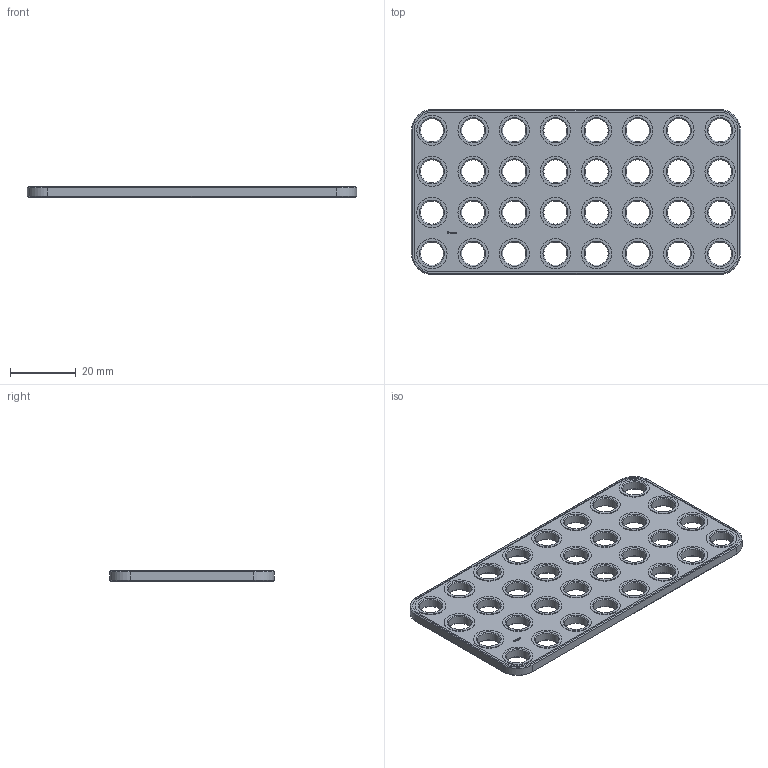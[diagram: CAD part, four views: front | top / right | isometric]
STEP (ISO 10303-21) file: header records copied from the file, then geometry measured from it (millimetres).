
FILE_DESCRIPTION(('FreeCAD Model'),'2;1');
FILE_NAME('Open CASCADE Shape Model','2024-10-08T01:37:49',(''),(''), 'Open CASCADE STEP processor 7.7','FreeCAD','Unknown');
FILE_SCHEMA(('AUTOMOTIVE_DESIGN { 1 0 10303 214 1 1 1 1 }'));
Length unit declared in the file: millimetre
Products named in the file (1): Plate RCT CRNR BU08x04x00.25 - SPN-PLT-0102 (stemfie.org)
Bounding box: 100 x 50 x 3.12 mm (x, y, z)
Volume: 11058.7 mm3; surface area: 10474.1 mm2
Topology: 1 solids, 1 shells, 632 faces, 1618 edges, 1052 vertices
Faces by surface type: plane 356, extrusion 132, cylinder 72, cone 72
Full cylindrical faces by diameter (mm): 7 x32, 9.2 x32
Entity records: 19540 total; most frequent: CARTESIAN_POINT 4383, ORIENTED_EDGE 3236, DIRECTION 2704, EDGE_CURVE 1618, VECTOR 1270, LINE 1138, VERTEX_POINT 1052, FACE_BOUND 760
